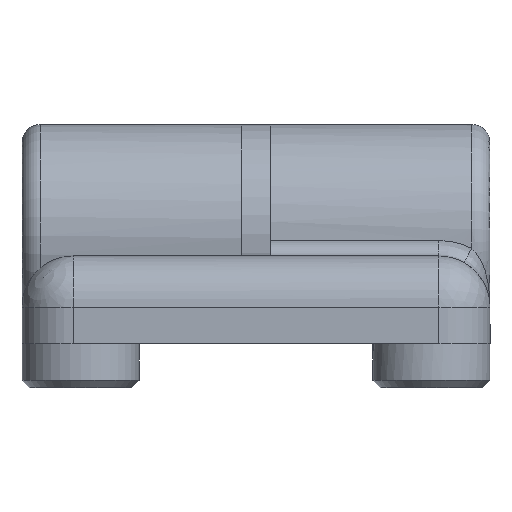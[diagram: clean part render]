
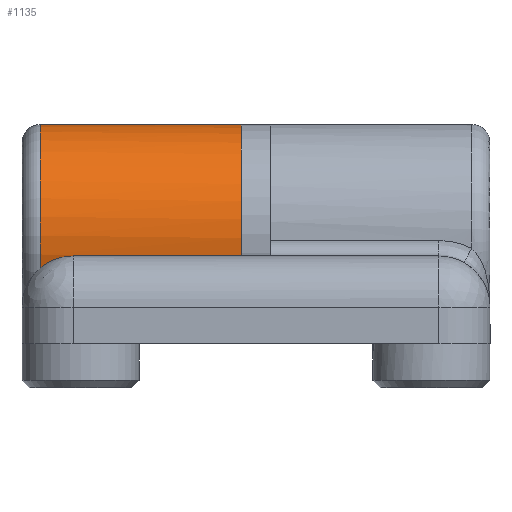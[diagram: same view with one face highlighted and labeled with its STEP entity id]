
A CAD part, front view. The second image highlights one B-rep face of the part: STEP entity #1135.
In plain terms, the highlighted cylindrical face has radius 7.5 mm (diameter 15 mm), a partial arc.
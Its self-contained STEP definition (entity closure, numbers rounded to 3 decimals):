
#114=CARTESIAN_POINT('',(-1.,7.487,7.059));
#115=VERTEX_POINT('',#114);
#131=CARTESIAN_POINT('',(-12.5,7.487,7.059));
#132=VERTEX_POINT('',#131);
#140=CARTESIAN_POINT('',(-12.5,7.487,7.059));
#141=DIRECTION('',(1.0,0.0,0.0));
#142=VECTOR('',#141,11.5);
#143=LINE('',#140,#142);
#144=EDGE_CURVE('',#132,#115,#143,.T.);
#180=CARTESIAN_POINT('',(-14.75,7.437,6.527));
#181=VERTEX_POINT('',#180);
#189=CARTESIAN_POINT('',(-14.75,7.437,6.527));
#190=CARTESIAN_POINT('',(-14.073,7.482,6.872));
#191=CARTESIAN_POINT('',(-13.283,7.487,7.059));
#192=CARTESIAN_POINT('',(-12.5,7.487,7.059));
#193=B_SPLINE_CURVE_WITH_KNOTS('',3,(#189,#190,#191,#192),.UNSPECIFIED.,.F.,.U.,(4,4),(0.0,0.235),.UNSPECIFIED.);
#194=EDGE_CURVE('',#181,#132,#193,.T.);
#311=CARTESIAN_POINT('',(-14.75,0.0,0.0));
#312=VERTEX_POINT('',#311);
#320=CARTESIAN_POINT('',(-14.75,0.0,7.5));
#321=DIRECTION('',(-1.0,0.0,0.0));
#322=DIRECTION('',(0.0,-0.408,0.913));
#323=AXIS2_PLACEMENT_3D('',#320,#321,#322);
#324=CIRCLE('',#323,7.5);
#325=EDGE_CURVE('',#312,#181,#324,.T.);
#651=CARTESIAN_POINT('',(-1.,0.0,0.0));
#652=VERTEX_POINT('',#651);
#659=CARTESIAN_POINT('',(-1.,0.0,0.0));
#660=DIRECTION('',(-1.0,0.0,0.0));
#661=VECTOR('',#660,13.75);
#662=LINE('',#659,#661);
#663=EDGE_CURVE('',#652,#312,#662,.T.);
#1105=CARTESIAN_POINT('',(-1.,0.0,7.5));
#1106=DIRECTION('',(-1.0,0.0,0.0));
#1107=DIRECTION('',(0.0,0.98,-0.2));
#1108=AXIS2_PLACEMENT_3D('',#1105,#1106,#1107);
#1109=CIRCLE('',#1108,7.5);
#1110=EDGE_CURVE('',#652,#115,#1109,.T.);
#1123=CARTESIAN_POINT('',(0.0,0.0,7.5));
#1124=DIRECTION('',(1.0,0.0,0.0));
#1125=DIRECTION('',(0.0,0.98,-0.2));
#1126=AXIS2_PLACEMENT_3D('',#1123,#1124,#1125);
#1127=CYLINDRICAL_SURFACE('',#1126,7.5);
#1128=ORIENTED_EDGE('',*,*,#194,.F.);
#1129=ORIENTED_EDGE('',*,*,#325,.F.);
#1130=ORIENTED_EDGE('',*,*,#663,.F.);
#1131=ORIENTED_EDGE('',*,*,#1110,.T.);
#1132=ORIENTED_EDGE('',*,*,#144,.F.);
#1133=EDGE_LOOP('',(#1128,#1129,#1130,#1131,#1132));
#1134=FACE_OUTER_BOUND('',#1133,.T.);
#1135=ADVANCED_FACE('',(#1134),#1127,.T.);
